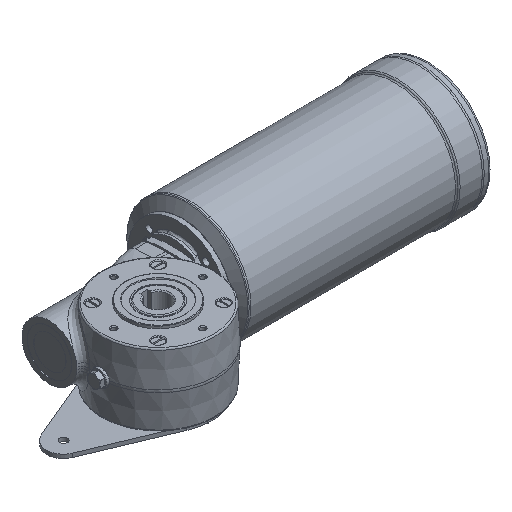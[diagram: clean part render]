
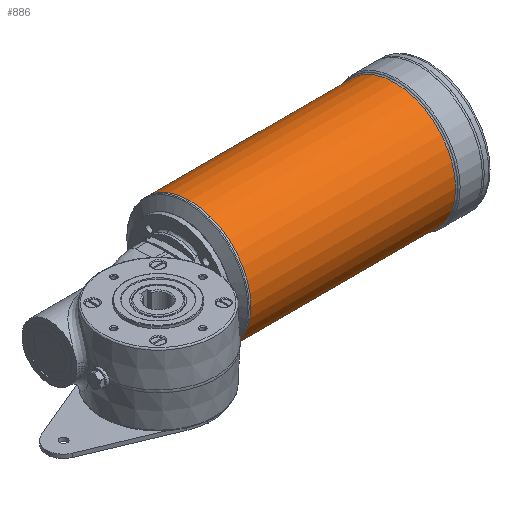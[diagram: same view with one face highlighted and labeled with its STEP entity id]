
A CAD part, isometric view. The second image highlights one B-rep face of the part: STEP entity #886.
In plain terms, the highlighted cylindrical face has radius 64.5 mm (diameter 129 mm), a full revolution.
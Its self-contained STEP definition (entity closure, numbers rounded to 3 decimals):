
#886 = ADVANCED_FACE( '', ( #2219, #2220 ), #2221, .T. );
#2219 = FACE_OUTER_BOUND( '', #5417, .T. );
#2220 = FACE_OUTER_BOUND( '', #5418, .T. );
#2221 = CYLINDRICAL_SURFACE( '', #5419, 64.5 );
#5417 = EDGE_LOOP( '', ( #9349 ) );
#5418 = EDGE_LOOP( '', ( #9350 ) );
#5419 = AXIS2_PLACEMENT_3D( '', #9351, #9352, #9353 );
#9349 = ORIENTED_EDGE( '', *, *, #12671, .T. );
#9350 = ORIENTED_EDGE( '', *, *, #12672, .T. );
#9351 = CARTESIAN_POINT( '', ( 243.668, 50., 0. ) );
#9352 = DIRECTION( '', ( -1., 0., 0. ) );
#9353 = DIRECTION( '', ( 0., 1., 0. ) );
#12671 = EDGE_CURVE( '', #14599, #14599, #14600, .F. );
#12672 = EDGE_CURVE( '', #14601, #14601, #14602, .T. );
#14599 = VERTEX_POINT( '', #18056 );
#14600 = CIRCLE( '', #18057, 64.5 );
#14601 = VERTEX_POINT( '', #18058 );
#14602 = CIRCLE( '', #18059, 64.5 );
#18056 = CARTESIAN_POINT( '', ( 299.672, 114.5, 0. ) );
#18057 = AXIS2_PLACEMENT_3D( '', #21029, #21030, #21031 );
#18058 = CARTESIAN_POINT( '', ( 83.5, 114.5, 0. ) );
#18059 = AXIS2_PLACEMENT_3D( '', #21032, #21033, #21034 );
#21029 = CARTESIAN_POINT( '', ( 299.672, 50., 0. ) );
#21030 = DIRECTION( '', ( 1., 0., 0. ) );
#21031 = DIRECTION( '', ( 0., 1., 0. ) );
#21032 = CARTESIAN_POINT( '', ( 83.5, 50., 0. ) );
#21033 = DIRECTION( '', ( 1., 0., 0. ) );
#21034 = DIRECTION( '', ( 0., 1., 0. ) );
